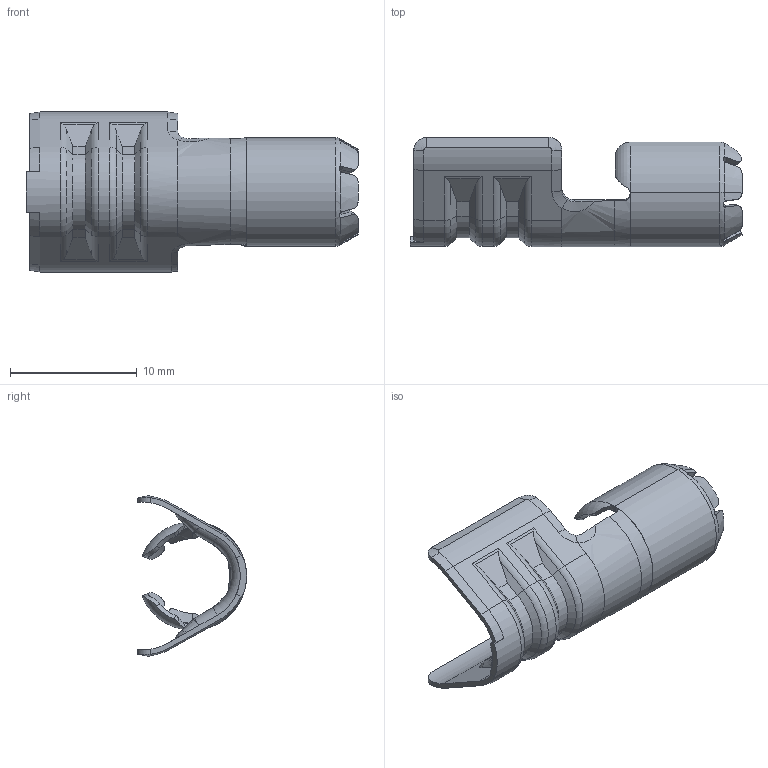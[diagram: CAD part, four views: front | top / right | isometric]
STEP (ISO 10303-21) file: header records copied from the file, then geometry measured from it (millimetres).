
FILE_DESCRIPTION (( 'STEP AP203' ), '1' );
FILE_NAME ('DT944.STEP', '2023-03-08T14:54:51', ( '' ), ( '' ), 'SwSTEP 2.0', 'SolidWorks 2022', '' );
FILE_SCHEMA (( 'CONFIG_CONTROL_DESIGN' ));
Length unit declared in the file: inch
Products named in the file (1): DT944
Bounding box: 26.21 x 8.62 x 12.66 mm (x, y, z)
Volume: 255.9 mm3; surface area: 1113.7 mm2
Topology: 1 solids, 1 shells, 240 faces, 627 edges, 381 vertices
Faces by surface type: bspline 70, plane 62, cylinder 59, cone 29, torus 20
Entity records: 10151 total; most frequent: CARTESIAN_POINT 4941, ORIENTED_EDGE 1238, DIRECTION 856, EDGE_CURVE 619, VERTEX_POINT 381, AXIS2_PLACEMENT_3D 331, B_SPLINE_CURVE_WITH_KNOTS 248, EDGE_LOOP 240
